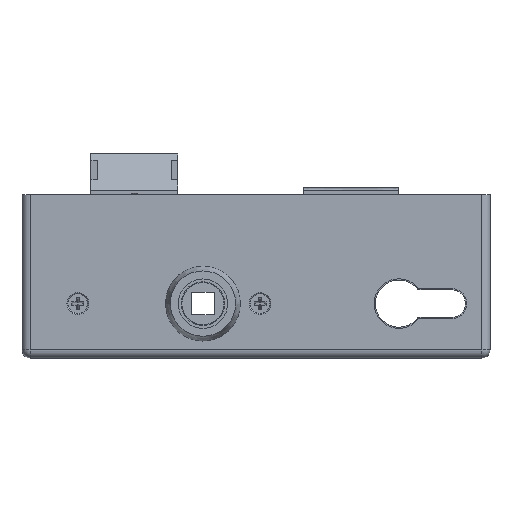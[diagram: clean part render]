
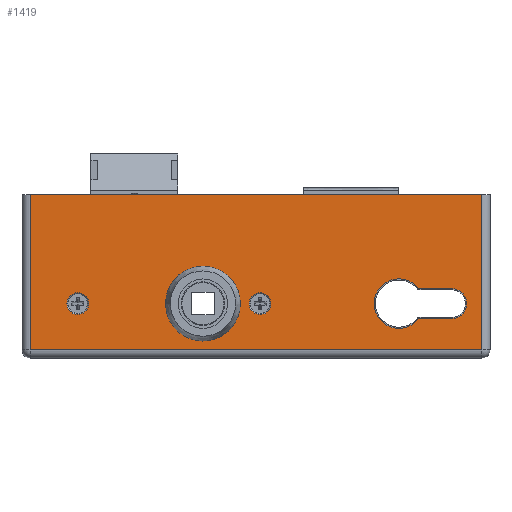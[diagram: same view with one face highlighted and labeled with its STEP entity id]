
A CAD part, left-side view. The second image highlights one B-rep face of the part: STEP entity #1419.
In plain terms, the highlighted planar face has unit normal (-1, 0, 0).
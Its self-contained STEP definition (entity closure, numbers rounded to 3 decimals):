
#59 = DIRECTION ( 'NONE',  ( 0., 1., 0. ) ) ;
#88 = CARTESIAN_POINT ( 'NONE',  ( -15., -59.75, -4.5 ) ) ;
#106 = FACE_BOUND ( 'NONE', #2442, .T. ) ;
#194 = EDGE_CURVE ( 'NONE', #5763, #8619, #1350, .T. ) ;
#223 = EDGE_LOOP ( 'NONE', ( #6777 ) ) ;
#241 = CARTESIAN_POINT ( 'NONE',  ( -15., -71.9, -4.5 ) ) ;
#457 = EDGE_CURVE ( 'NONE', #6293, #3422, #7013, .T. ) ;
#469 = CIRCLE ( 'NONE', #4296, 10.25 ) ;
#503 = VECTOR ( 'NONE', #5029, 1000. ) ;
#585 = CARTESIAN_POINT ( 'NONE',  ( -15., -83., -27. ) ) ;
#619 = VECTOR ( 'NONE', #7716, 1000. ) ;
#658 = AXIS2_PLACEMENT_3D ( 'NONE', #3131, #8415, #8442 ) ;
#784 = DIRECTION ( 'NONE',  ( 1., 0., 0. ) ) ;
#879 = CARTESIAN_POINT ( 'NONE',  ( -15., 83., 30. ) ) ;
#1077 = DIRECTION ( 'NONE',  ( 0., 1., 0. ) ) ;
#1223 = CIRCLE ( 'NONE', #6051, 5.5 ) ;
#1257 = AXIS2_PLACEMENT_3D ( 'NONE', #7675, #7707, #5512 ) ;
#1350 = LINE ( 'NONE', #3202, #619 ) ;
#1419 = ADVANCED_FACE ( 'NONE', ( #7868, #7478, #3385, #106, #6534 ), #10009, .F. ) ;
#1431 = CIRCLE ( 'NONE', #3643, 9.1 ) ;
#1486 = VECTOR ( 'NONE', #4966, 1000. ) ;
#1532 = CIRCLE ( 'NONE', #1257, 4. ) ;
#1668 = EDGE_CURVE ( 'NONE', #5763, #6293, #7727, .T. ) ;
#1813 = CARTESIAN_POINT ( 'NONE',  ( -15., 19.5, -10. ) ) ;
#2064 = VECTOR ( 'NONE', #2067, 1000. ) ;
#2067 = DIRECTION ( 'NONE',  ( 0., 1., 0. ) ) ;
#2249 = EDGE_CURVE ( 'NONE', #8471, #7545, #1223, .T. ) ;
#2258 = ORIENTED_EDGE ( 'NONE', *, *, #5518, .T. ) ;
#2366 = VERTEX_POINT ( 'NONE', #3383 ) ;
#2442 = EDGE_LOOP ( 'NONE', ( #8985, #9444, #6331, #8151 ) ) ;
#2450 = CARTESIAN_POINT ( 'NONE',  ( -15., 83., -27. ) ) ;
#2729 = LINE ( 'NONE', #9727, #6254 ) ;
#3010 = DIRECTION ( 'NONE',  ( 0., 1., 0. ) ) ;
#3131 = CARTESIAN_POINT ( 'NONE',  ( -15., 65.5, -10. ) ) ;
#3202 = CARTESIAN_POINT ( 'NONE',  ( -15., 86., 30. ) ) ;
#3243 = EDGE_LOOP ( 'NONE', ( #8828, #2258, #7575, #8213 ) ) ;
#3308 = EDGE_LOOP ( 'NONE', ( #5519 ) ) ;
#3311 = LINE ( 'NONE', #241, #1486 ) ;
#3383 = CARTESIAN_POINT ( 'NONE',  ( -15., -1.5, -6. ) ) ;
#3385 = FACE_BOUND ( 'NONE', #223, .T. ) ;
#3422 = VERTEX_POINT ( 'NONE', #585 ) ;
#3643 = AXIS2_PLACEMENT_3D ( 'NONE', #6952, #784, #10003 ) ;
#3796 = DIRECTION ( 'NONE',  ( 1., 0., 0. ) ) ;
#4296 = AXIS2_PLACEMENT_3D ( 'NONE', #1813, #5722, #1077 ) ;
#4415 = CARTESIAN_POINT ( 'NONE',  ( -15., -59.75, -15.5 ) ) ;
#4696 = DIRECTION ( 'NONE',  ( 1., 0., 0. ) ) ;
#4785 = VERTEX_POINT ( 'NONE', #6358 ) ;
#4900 = CARTESIAN_POINT ( 'NONE',  ( -15., 83., 30. ) ) ;
#4966 = DIRECTION ( 'NONE',  ( 0., -1., 0. ) ) ;
#5029 = DIRECTION ( 'NONE',  ( 0., -1., 0. ) ) ;
#5115 = VERTEX_POINT ( 'NONE', #7791 ) ;
#5512 = DIRECTION ( 'NONE',  ( 0., 0., 1. ) ) ;
#5518 = EDGE_CURVE ( 'NONE', #3422, #8619, #2729, .T. ) ;
#5519 = ORIENTED_EDGE ( 'NONE', *, *, #9981, .F. ) ;
#5722 = DIRECTION ( 'NONE',  ( 1., 0., 0. ) ) ;
#5763 = VERTEX_POINT ( 'NONE', #879 ) ;
#6051 = AXIS2_PLACEMENT_3D ( 'NONE', #9326, #4696, #59 ) ;
#6233 = CARTESIAN_POINT ( 'NONE',  ( -15., -71.9, -15.5 ) ) ;
#6254 = VECTOR ( 'NONE', #9057, 1000. ) ;
#6293 = VERTEX_POINT ( 'NONE', #2450 ) ;
#6331 = ORIENTED_EDGE ( 'NONE', *, *, #8200, .T. ) ;
#6358 = CARTESIAN_POINT ( 'NONE',  ( -15., 29.75, -10. ) ) ;
#6497 = CARTESIAN_POINT ( 'NONE',  ( -15., 65.5, -6. ) ) ;
#6534 = FACE_BOUND ( 'NONE', #9490, .T. ) ;
#6635 = AXIS2_PLACEMENT_3D ( 'NONE', #7682, #3796, #3010 ) ;
#6777 = ORIENTED_EDGE ( 'NONE', *, *, #9159, .T. ) ;
#6952 = CARTESIAN_POINT ( 'NONE',  ( -15., -52.5, -10. ) ) ;
#6993 = CARTESIAN_POINT ( 'NONE',  ( -15., -71.9, -4.5 ) ) ;
#7013 = LINE ( 'NONE', #8157, #503 ) ;
#7126 = EDGE_CURVE ( 'NONE', #7555, #8471, #3311, .T. ) ;
#7478 = FACE_OUTER_BOUND ( 'NONE', #3243, .T. ) ;
#7545 = VERTEX_POINT ( 'NONE', #6233 ) ;
#7555 = VERTEX_POINT ( 'NONE', #88 ) ;
#7557 = VERTEX_POINT ( 'NONE', #6497 ) ;
#7575 = ORIENTED_EDGE ( 'NONE', *, *, #194, .F. ) ;
#7642 = LINE ( 'NONE', #4415, #2064 ) ;
#7675 = CARTESIAN_POINT ( 'NONE',  ( -15., -1.5, -10. ) ) ;
#7682 = CARTESIAN_POINT ( 'NONE',  ( -15., 86., 30. ) ) ;
#7707 = DIRECTION ( 'NONE',  ( -1., 0., 0. ) ) ;
#7716 = DIRECTION ( 'NONE',  ( 0., -1., 0. ) ) ;
#7727 = LINE ( 'NONE', #4900, #9054 ) ;
#7791 = CARTESIAN_POINT ( 'NONE',  ( -15., -59.75, -15.5 ) ) ;
#7868 = FACE_BOUND ( 'NONE', #3308, .T. ) ;
#8151 = ORIENTED_EDGE ( 'NONE', *, *, #8842, .T. ) ;
#8157 = CARTESIAN_POINT ( 'NONE',  ( -15., 86., -27. ) ) ;
#8200 = EDGE_CURVE ( 'NONE', #7545, #5115, #7642, .T. ) ;
#8213 = ORIENTED_EDGE ( 'NONE', *, *, #1668, .T. ) ;
#8415 = DIRECTION ( 'NONE',  ( -1., 0., 0. ) ) ;
#8442 = DIRECTION ( 'NONE',  ( 0., 0., 1. ) ) ;
#8471 = VERTEX_POINT ( 'NONE', #6993 ) ;
#8619 = VERTEX_POINT ( 'NONE', #8730 ) ;
#8730 = CARTESIAN_POINT ( 'NONE',  ( -15., -83., 30. ) ) ;
#8767 = DIRECTION ( 'NONE',  ( 0., 0., -1. ) ) ;
#8828 = ORIENTED_EDGE ( 'NONE', *, *, #457, .T. ) ;
#8842 = EDGE_CURVE ( 'NONE', #5115, #7555, #1431, .T. ) ;
#8863 = ORIENTED_EDGE ( 'NONE', *, *, #9479, .F. ) ;
#8985 = ORIENTED_EDGE ( 'NONE', *, *, #7126, .T. ) ;
#9054 = VECTOR ( 'NONE', #8767, 1000. ) ;
#9057 = DIRECTION ( 'NONE',  ( 0., 0., 1. ) ) ;
#9159 = EDGE_CURVE ( 'NONE', #4785, #4785, #469, .T. ) ;
#9285 = CIRCLE ( 'NONE', #658, 4. ) ;
#9326 = CARTESIAN_POINT ( 'NONE',  ( -15., -71.9, -10. ) ) ;
#9444 = ORIENTED_EDGE ( 'NONE', *, *, #2249, .T. ) ;
#9479 = EDGE_CURVE ( 'NONE', #7557, #7557, #9285, .T. ) ;
#9490 = EDGE_LOOP ( 'NONE', ( #8863 ) ) ;
#9727 = CARTESIAN_POINT ( 'NONE',  ( -15., -83., 30. ) ) ;
#9981 = EDGE_CURVE ( 'NONE', #2366, #2366, #1532, .T. ) ;
#10003 = DIRECTION ( 'NONE',  ( 0., 1., 0. ) ) ;
#10009 = PLANE ( 'NONE',  #6635 ) ;
